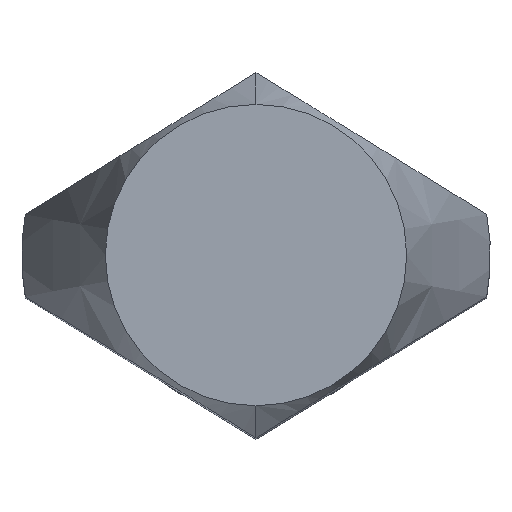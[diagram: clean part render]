
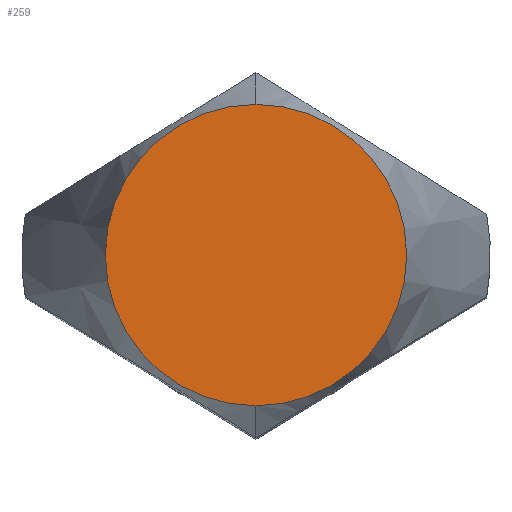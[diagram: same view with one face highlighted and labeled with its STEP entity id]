
A CAD part, top view. The second image highlights one B-rep face of the part: STEP entity #259.
In plain terms, the highlighted planar face has unit normal (0, 0, 1).
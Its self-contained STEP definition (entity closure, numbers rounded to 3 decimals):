
#259=ADVANCED_FACE('',(#486),#487,.T.);
#277=VERTEX_POINT('',#506);
#285=EDGE_CURVE('',#277,#305,#514,.T.);
#301=EDGE_CURVE('',#305,#277,#532,.T.);
#305=VERTEX_POINT('',#537);
#486=FACE_OUTER_BOUND('',#786,.T.);
#487=PLANE('',#787);
#506=CARTESIAN_POINT('',(0.,-1.928,12.0));
#514=CIRCLE('',#829,1.928);
#532=CIRCLE('',#854,1.928);
#537=CARTESIAN_POINT('',(0.,1.928,12.0));
#786=EDGE_LOOP('',(#1057,#1058));
#787=AXIS2_PLACEMENT_3D('',#1059,#1060,#1061);
#829=AXIS2_PLACEMENT_3D('',#1074,#1075,#1076);
#854=AXIS2_PLACEMENT_3D('',#1101,#1102,#1103);
#1057=ORIENTED_EDGE('',*,*,#285,.T.);
#1058=ORIENTED_EDGE('',*,*,#301,.T.);
#1059=CARTESIAN_POINT('',(0.,-0.964,12.0));
#1060=DIRECTION('',(0.0,0.0,1.0));
#1061=DIRECTION('',(0.,-1.0,0.0));
#1074=CARTESIAN_POINT('',(0.,0.,12.0));
#1075=DIRECTION('',(0.0,0.0,1.0));
#1076=DIRECTION('',(0.,-1.0,0.0));
#1101=CARTESIAN_POINT('',(0.,0.,12.0));
#1102=DIRECTION('',(0.0,0.0,1.0));
#1103=DIRECTION('',(0.,-1.0,0.0));
